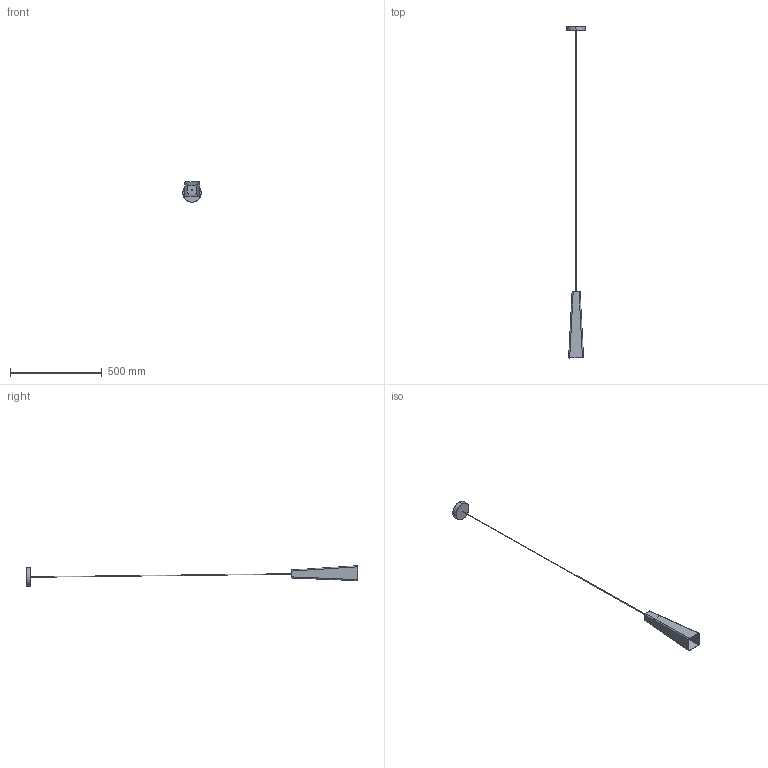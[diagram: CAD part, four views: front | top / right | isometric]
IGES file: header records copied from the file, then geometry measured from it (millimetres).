
Start section: SolidWorks IGES file using analytic representation for surfaces
Global section: file name: FARO PLUMA.IGS; native system: SolidWorks 2012; preprocessor: SolidWorks 2012; author: Zairaholgado; date: 140404.113723; units: millimetre
Bounding box: 100.01 x 1809.51 x 111.85 mm (x, y, z)
Surface area: 217259.4 mm2 (no closed solid volume)
Topology: 0 solids, 0 shells, 55 faces, 805 edges, 805 vertices
Faces by surface type: bspline 29, revolution 26
